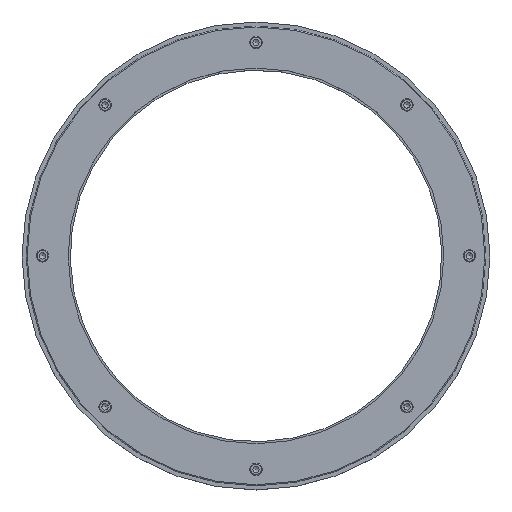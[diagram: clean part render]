
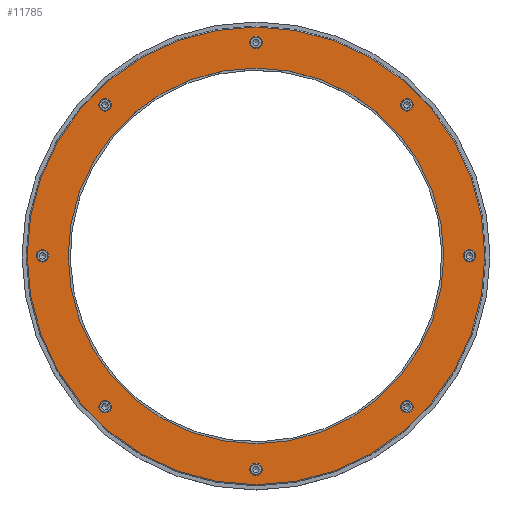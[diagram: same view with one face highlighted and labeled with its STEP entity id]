
A CAD part, top view. The second image highlights one B-rep face of the part: STEP entity #11785.
In plain terms, the highlighted planar face has unit normal (0, 0, 1).
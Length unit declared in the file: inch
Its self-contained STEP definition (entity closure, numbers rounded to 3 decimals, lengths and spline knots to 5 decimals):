
#1295=CARTESIAN_POINT('',(-4.72878,4.72878,2.505));
#1296=VERTEX_POINT('',#1295);
#1297=CARTESIAN_POINT('',(-4.59619,4.59619,2.505));
#1298=DIRECTION('',(0.,0.,-1.0));
#1299=DIRECTION('',(-0.707,0.707,0.));
#1300=AXIS2_PLACEMENT_3D('',#1297,#1298,#1299);
#1301=CIRCLE('',#1300,0.1875);
#1302=EDGE_CURVE('',#1296,#1296,#1301,.T.);
#2643=CARTESIAN_POINT('',(-6.6875,0.,2.505));
#2644=VERTEX_POINT('',#2643);
#2645=CARTESIAN_POINT('',(-6.5,0.,2.505));
#2646=DIRECTION('',(0.0,0.0,-1.0));
#2647=DIRECTION('',(-1.0,0.0,0.0));
#2648=AXIS2_PLACEMENT_3D('',#2645,#2646,#2647);
#2649=CIRCLE('',#2648,0.1875);
#2650=EDGE_CURVE('',#2644,#2644,#2649,.T.);
#3991=CARTESIAN_POINT('',(-4.72878,-4.72878,2.505));
#3992=VERTEX_POINT('',#3991);
#3993=CARTESIAN_POINT('',(-4.59619,-4.59619,2.505));
#3994=DIRECTION('',(0.,0.,-1.0));
#3995=DIRECTION('',(-0.707,-0.707,0.));
#3996=AXIS2_PLACEMENT_3D('',#3993,#3994,#3995);
#3997=CIRCLE('',#3996,0.1875);
#3998=EDGE_CURVE('',#3992,#3992,#3997,.T.);
#5339=CARTESIAN_POINT('',(0.,-6.6875,2.505));
#5340=VERTEX_POINT('',#5339);
#5341=CARTESIAN_POINT('',(0.,-6.5,2.505));
#5342=DIRECTION('',(0.0,0.0,-1.0));
#5343=DIRECTION('',(0.0,-1.0,0.0));
#5344=AXIS2_PLACEMENT_3D('',#5341,#5342,#5343);
#5345=CIRCLE('',#5344,0.1875);
#5346=EDGE_CURVE('',#5340,#5340,#5345,.T.);
#6687=CARTESIAN_POINT('',(4.72878,-4.72878,2.505));
#6688=VERTEX_POINT('',#6687);
#6689=CARTESIAN_POINT('',(4.59619,-4.59619,2.505));
#6690=DIRECTION('',(0.,0.,-1.0));
#6691=DIRECTION('',(0.707,-0.707,0.));
#6692=AXIS2_PLACEMENT_3D('',#6689,#6690,#6691);
#6693=CIRCLE('',#6692,0.1875);
#6694=EDGE_CURVE('',#6688,#6688,#6693,.T.);
#8035=CARTESIAN_POINT('',(6.6875,0.,2.505));
#8036=VERTEX_POINT('',#8035);
#8037=CARTESIAN_POINT('',(6.5,0.,2.505));
#8038=DIRECTION('',(0.0,0.0,-1.0));
#8039=DIRECTION('',(1.0,0.0,0.0));
#8040=AXIS2_PLACEMENT_3D('',#8037,#8038,#8039);
#8041=CIRCLE('',#8040,0.1875);
#8042=EDGE_CURVE('',#8036,#8036,#8041,.T.);
#9383=CARTESIAN_POINT('',(4.72878,4.72878,2.505));
#9384=VERTEX_POINT('',#9383);
#9385=CARTESIAN_POINT('',(4.59619,4.59619,2.505));
#9386=DIRECTION('',(0.,0.,-1.0));
#9387=DIRECTION('',(0.707,0.707,0.));
#9388=AXIS2_PLACEMENT_3D('',#9385,#9386,#9387);
#9389=CIRCLE('',#9388,0.1875);
#9390=EDGE_CURVE('',#9384,#9384,#9389,.T.);
#11499=CARTESIAN_POINT('',(0.,6.6875,2.505));
#11500=VERTEX_POINT('',#11499);
#11501=CARTESIAN_POINT('',(0.,6.5,2.505));
#11502=DIRECTION('',(0.0,0.0,-1.0));
#11503=DIRECTION('',(0.0,1.0,0.0));
#11504=AXIS2_PLACEMENT_3D('',#11501,#11502,#11503);
#11505=CIRCLE('',#11504,0.1875);
#11506=EDGE_CURVE('',#11500,#11500,#11505,.T.);
#11719=CARTESIAN_POINT('',(5.72,0.,2.505));
#11720=VERTEX_POINT('',#11719);
#11721=CARTESIAN_POINT('',(0.,0.,2.505));
#11722=DIRECTION('',(0.0,0.0,-1.0));
#11723=DIRECTION('',(1.0,0.0,0.0));
#11724=AXIS2_PLACEMENT_3D('',#11721,#11722,#11723);
#11725=CIRCLE('',#11724,5.72);
#11726=EDGE_CURVE('',#11720,#11720,#11725,.T.);
#11742=CARTESIAN_POINT('',(6.345,0.,2.505));
#11743=DIRECTION('',(0.0,0.0,1.0));
#11744=DIRECTION('',(0.0,-1.0,0.0));
#11745=AXIS2_PLACEMENT_3D('',#11742,#11743,#11744);
#11746=PLANE('',#11745);
#11747=CARTESIAN_POINT('',(6.97,0.,2.505));
#11748=VERTEX_POINT('',#11747);
#11749=CARTESIAN_POINT('',(0.,0.,2.505));
#11750=DIRECTION('',(0.0,0.0,-1.0));
#11751=DIRECTION('',(1.0,0.0,0.0));
#11752=AXIS2_PLACEMENT_3D('',#11749,#11750,#11751);
#11753=CIRCLE('',#11752,6.97);
#11754=EDGE_CURVE('',#11748,#11748,#11753,.T.);
#11755=ORIENTED_EDGE('',*,*,#11754,.F.);
#11756=EDGE_LOOP('',(#11755));
#11757=FACE_OUTER_BOUND('',#11756,.T.);
#11758=ORIENTED_EDGE('',*,*,#1302,.T.);
#11759=EDGE_LOOP('',(#11758));
#11760=FACE_BOUND('',#11759,.T.);
#11761=ORIENTED_EDGE('',*,*,#2650,.T.);
#11762=EDGE_LOOP('',(#11761));
#11763=FACE_BOUND('',#11762,.T.);
#11764=ORIENTED_EDGE('',*,*,#3998,.T.);
#11765=EDGE_LOOP('',(#11764));
#11766=FACE_BOUND('',#11765,.T.);
#11767=ORIENTED_EDGE('',*,*,#5346,.T.);
#11768=EDGE_LOOP('',(#11767));
#11769=FACE_BOUND('',#11768,.T.);
#11770=ORIENTED_EDGE('',*,*,#6694,.T.);
#11771=EDGE_LOOP('',(#11770));
#11772=FACE_BOUND('',#11771,.T.);
#11773=ORIENTED_EDGE('',*,*,#8042,.T.);
#11774=EDGE_LOOP('',(#11773));
#11775=FACE_BOUND('',#11774,.T.);
#11776=ORIENTED_EDGE('',*,*,#9390,.T.);
#11777=EDGE_LOOP('',(#11776));
#11778=FACE_BOUND('',#11777,.T.);
#11779=ORIENTED_EDGE('',*,*,#11506,.T.);
#11780=EDGE_LOOP('',(#11779));
#11781=FACE_BOUND('',#11780,.T.);
#11782=ORIENTED_EDGE('',*,*,#11726,.T.);
#11783=EDGE_LOOP('',(#11782));
#11784=FACE_BOUND('',#11783,.T.);
#11785=ADVANCED_FACE('',(#11757,#11760,#11763,#11766,#11769,#11772,#11775,#11778,#11781,#11784),#11746,.T.);
